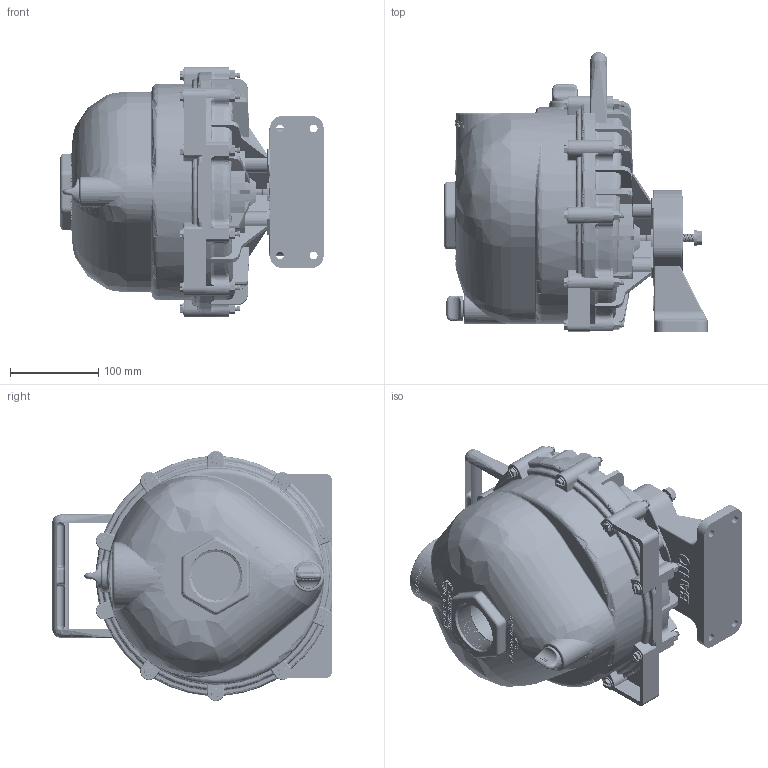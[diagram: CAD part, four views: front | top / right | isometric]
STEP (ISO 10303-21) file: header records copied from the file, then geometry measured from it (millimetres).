
FILE_DESCRIPTION(/* description */ ('2" POLY PUMP W/O HYD. MOTOR'),/* implementation_level */ '2;1');
FILE_NAME(/* name */ '200PHA.stp',/* time_stamp */ '2022-11-08T09:01:23-05:00',/* author */ ('MJC'),/* organization */ (''),/* preprocessor_version */ 'ST-DEVELOPER v18.1',/* originating_system */ 'Autodesk Inventor 2022',/* authorisation */ '');
FILE_SCHEMA (('AUTOMOTIVE_DESIGN { 1 0 10303 214 3 1 1 }'));
Products named in the file (37): 200PHA; 12703A; 12712A; X12712A; 12777; UV15163; 12702A; 12715A; 12717; 12705; 12900; 12725; 12719A; 12754; 12720; V07018; V07019; 12775A; 12902A; 12765A; 12772; 12901; A204; 12049F; V20018; 12055E; 17056E; 3206 A-2RS1_MT33_PART1; 3206 A-2RS1_MT33_PART2; 3206 A-2RS1_MT33_PART3; 3206 A-2RS1_MT33_PART4; 3206 A-2RS1_MT33_PART5; 3206 A-2RS1_MT33_PART6; 18010SS; 12733; 12733_1; 12710
Assembly tree (93 placements, depth 3):
  200PHA
    12703A
    12712A
      X12712A
      12777  x2
      UV15163  x2
    12702A
    12715A  x4
    12717  x4
    12705
    12900
    12725  x2
    12719A
    12754
    12720  x10
    V07018  x10
    V07019  x10
    12775A
    12902A
    12765A
    12772
    12901  x4
    A204
    12049F
    V20018  x2
    12055E
    17056E
      3206 A-2RS1_MT33_PART1
      3206 A-2RS1_MT33_PART2
      3206 A-2RS1_MT33_PART3
      3206 A-2RS1_MT33_PART4
      3206 A-2RS1_MT33_PART5  x9
      3206 A-2RS1_MT33_PART6  x9
    18010SS  x2
    12733
      12733_1
      12710
Bounding box: 297.81 x 316.28 x 283.21 mm (x, y, z)
Volume: 3399595.7 mm3; surface area: 1195609.9 mm2
Topology: 110 solids, 110 shells, 8495 faces, 21530 edges, 13312 vertices
Faces by surface type: plane 2329, cylinder 2290, cone 2091, bspline 1002, torus 740, sphere 43
Full cylindrical faces by diameter (mm): 2.87 x2, 2.921 x2, 3.505 x14, 4.572 x1, 4.826 x2, 4.877 x6, 5.207 x2, 5.969 x7, 6.35 x430, 6.65 x15, 6.782 x5, 6.858 x20, 7.798 x2, 7.938 x4, 8.731 x8, 9.525 x2, 11.112 x1, 11.684 x1, 11.906 x4, 12.7 x2, 13.208 x10, 14.376 x1, 17.399 x1, 17.475 x4, 19.05 x4, 20.637 x1, 20.701 x4, 22.225 x1, 25.4 x2, 25.527 x2
Entity records: 210255 total; most frequent: CARTESIAN_POINT 87361, ORIENTED_EDGE 27600, DIRECTION 22328, EDGE_CURVE 13800, VERTEX_POINT 8812, AXIS2_PLACEMENT_3D 8106, LINE 6116, VECTOR 6116
